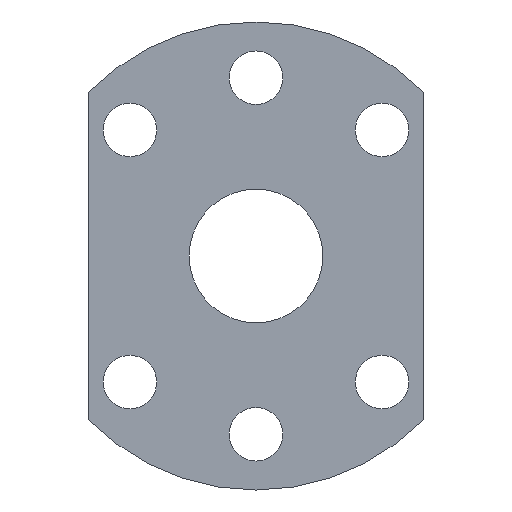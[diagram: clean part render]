
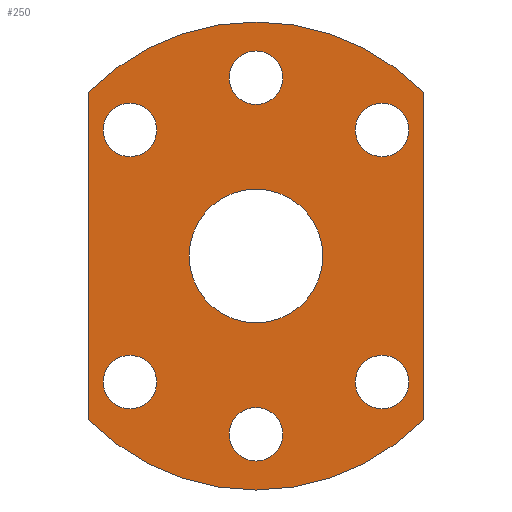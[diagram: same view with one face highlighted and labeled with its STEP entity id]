
A CAD part, left-side view. The second image highlights one B-rep face of the part: STEP entity #250.
In plain terms, the highlighted planar face has unit normal (-1, 0, 0).
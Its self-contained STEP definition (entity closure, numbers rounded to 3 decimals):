
#25=FACE_BOUND('',#64,.T.);
#26=FACE_BOUND('',#65,.T.);
#27=FACE_BOUND('',#66,.T.);
#28=FACE_BOUND('',#67,.T.);
#29=FACE_BOUND('',#68,.T.);
#30=FACE_BOUND('',#69,.T.);
#31=FACE_BOUND('',#70,.T.);
#48=FACE_OUTER_BOUND('',#63,.T.);
#63=EDGE_LOOP('',(#189,#190,#191,#192));
#64=EDGE_LOOP('',(#193));
#65=EDGE_LOOP('',(#194));
#66=EDGE_LOOP('',(#195));
#67=EDGE_LOOP('',(#196));
#68=EDGE_LOOP('',(#197));
#69=EDGE_LOOP('',(#198));
#70=EDGE_LOOP('',(#199));
#101=CIRCLE('',#268,21.);
#102=CIRCLE('',#269,21.);
#103=CIRCLE('',#270,6.);
#104=CIRCLE('',#271,2.4);
#105=CIRCLE('',#272,2.4);
#106=CIRCLE('',#273,2.4);
#107=CIRCLE('',#274,2.4);
#108=CIRCLE('',#275,2.4);
#109=CIRCLE('',#276,2.4);
#121=LINE('',#386,#129);
#122=LINE('',#390,#130);
#129=VECTOR('',#306,29.394);
#130=VECTOR('',#309,29.394);
#137=VERTEX_POINT('',#384);
#138=VERTEX_POINT('',#385);
#139=VERTEX_POINT('',#387);
#140=VERTEX_POINT('',#389);
#141=VERTEX_POINT('',#392);
#142=VERTEX_POINT('',#394);
#143=VERTEX_POINT('',#396);
#144=VERTEX_POINT('',#398);
#145=VERTEX_POINT('',#400);
#146=VERTEX_POINT('',#402);
#147=VERTEX_POINT('',#404);
#161=EDGE_CURVE('',#137,#138,#121,.T.);
#162=EDGE_CURVE('',#138,#139,#101,.T.);
#163=EDGE_CURVE('',#139,#140,#122,.T.);
#164=EDGE_CURVE('',#140,#137,#102,.T.);
#165=EDGE_CURVE('',#141,#141,#103,.T.);
#166=EDGE_CURVE('',#142,#142,#104,.T.);
#167=EDGE_CURVE('',#143,#143,#105,.T.);
#168=EDGE_CURVE('',#144,#144,#106,.T.);
#169=EDGE_CURVE('',#145,#145,#107,.T.);
#170=EDGE_CURVE('',#146,#146,#108,.T.);
#171=EDGE_CURVE('',#147,#147,#109,.T.);
#189=ORIENTED_EDGE('',*,*,#161,.T.);
#190=ORIENTED_EDGE('',*,*,#162,.T.);
#191=ORIENTED_EDGE('',*,*,#163,.T.);
#192=ORIENTED_EDGE('',*,*,#164,.T.);
#193=ORIENTED_EDGE('',*,*,#165,.T.);
#194=ORIENTED_EDGE('',*,*,#166,.T.);
#195=ORIENTED_EDGE('',*,*,#167,.T.);
#196=ORIENTED_EDGE('',*,*,#168,.T.);
#197=ORIENTED_EDGE('',*,*,#169,.T.);
#198=ORIENTED_EDGE('',*,*,#170,.T.);
#199=ORIENTED_EDGE('',*,*,#171,.T.);
#245=PLANE('',#267);
#250=ADVANCED_FACE('',(#48,#25,#26,#27,#28,#29,#30,#31),#245,.F.);
#267=AXIS2_PLACEMENT_3D('',#383,#304,#305);
#268=AXIS2_PLACEMENT_3D('',#388,#307,#308);
#269=AXIS2_PLACEMENT_3D('',#391,#310,#311);
#270=AXIS2_PLACEMENT_3D('',#393,#312,#313);
#271=AXIS2_PLACEMENT_3D('',#395,#314,#315);
#272=AXIS2_PLACEMENT_3D('',#397,#316,#317);
#273=AXIS2_PLACEMENT_3D('',#399,#318,#319);
#274=AXIS2_PLACEMENT_3D('',#401,#320,#321);
#275=AXIS2_PLACEMENT_3D('',#403,#322,#323);
#276=AXIS2_PLACEMENT_3D('',#405,#324,#325);
#304=DIRECTION('center_axis',(1.,0.,0.));
#305=DIRECTION('ref_axis',(0.,0.,-1.));
#306=DIRECTION('',(0.,0.,1.));
#307=DIRECTION('center_axis',(-1.,0.,0.));
#308=DIRECTION('ref_axis',(0.,-0.714,-0.7));
#309=DIRECTION('',(0.,0.,-1.));
#310=DIRECTION('center_axis',(-1.,0.,0.));
#311=DIRECTION('ref_axis',(0.,0.714,0.7));
#312=DIRECTION('center_axis',(1.,0.,0.));
#313=DIRECTION('ref_axis',(0.,-1.,0.));
#314=DIRECTION('center_axis',(1.,0.,0.));
#315=DIRECTION('ref_axis',(0.,1.,0.));
#316=DIRECTION('center_axis',(1.,0.,0.));
#317=DIRECTION('ref_axis',(0.,1.,0.));
#318=DIRECTION('center_axis',(1.,0.,0.));
#319=DIRECTION('ref_axis',(0.,1.,0.));
#320=DIRECTION('center_axis',(1.,0.,0.));
#321=DIRECTION('ref_axis',(0.,1.,0.));
#322=DIRECTION('center_axis',(1.,0.,0.));
#323=DIRECTION('ref_axis',(0.,1.,0.));
#324=DIRECTION('center_axis',(1.,0.,0.));
#325=DIRECTION('ref_axis',(0.,1.,0.));
#383=CARTESIAN_POINT('Origin',(0.,0.,-1.022));
#384=CARTESIAN_POINT('',(0.,-15.,-14.697));
#385=CARTESIAN_POINT('',(0.,-15.,14.697));
#386=CARTESIAN_POINT('',(0.,-15.,-7.86));
#387=CARTESIAN_POINT('',(0.,15.,14.697));
#388=CARTESIAN_POINT('Origin',(0.,0.,0.));
#389=CARTESIAN_POINT('',(0.,15.,-14.697));
#390=CARTESIAN_POINT('',(0.,15.,6.837));
#391=CARTESIAN_POINT('Origin',(0.,0.,0.));
#392=CARTESIAN_POINT('',(0.,6.,0.));
#393=CARTESIAN_POINT('Origin',(0.,0.,0.));
#394=CARTESIAN_POINT('',(0.,13.714,11.314));
#395=CARTESIAN_POINT('Origin',(0.,11.314,11.314));
#396=CARTESIAN_POINT('',(0.,-8.914,11.314));
#397=CARTESIAN_POINT('Origin',(0.,-11.314,11.314));
#398=CARTESIAN_POINT('',(0.,2.4,16.));
#399=CARTESIAN_POINT('Origin',(0.,0.,16.));
#400=CARTESIAN_POINT('',(0.,-8.914,-11.314));
#401=CARTESIAN_POINT('Origin',(0.,-11.314,-11.314));
#402=CARTESIAN_POINT('',(0.,13.714,-11.314));
#403=CARTESIAN_POINT('Origin',(0.,11.314,-11.314));
#404=CARTESIAN_POINT('',(0.,2.4,-16.));
#405=CARTESIAN_POINT('Origin',(0.,0.,-16.));
